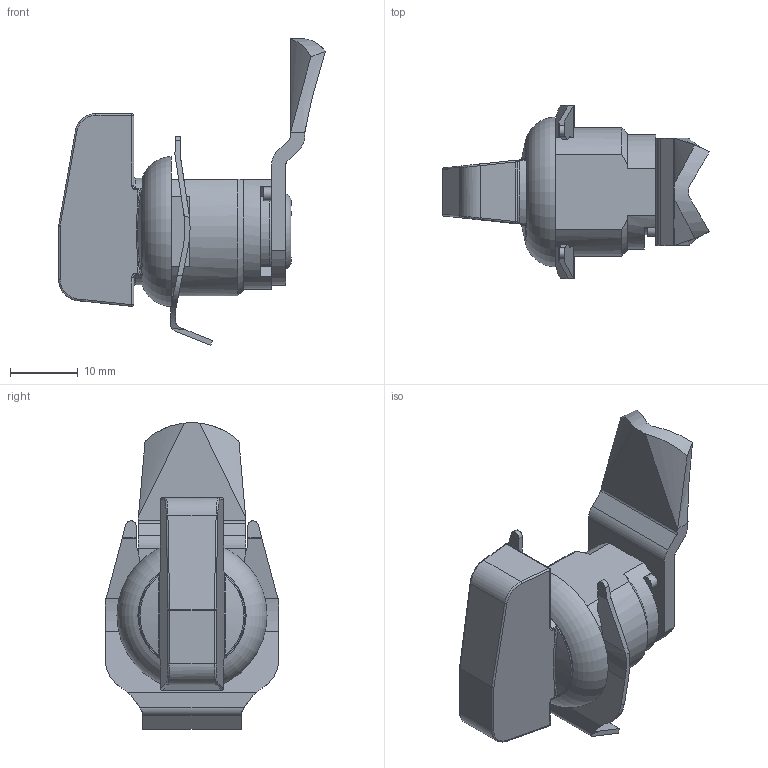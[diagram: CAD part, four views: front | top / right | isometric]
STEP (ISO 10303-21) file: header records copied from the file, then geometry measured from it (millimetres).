
FILE_DESCRIPTION(/* description */ ('SINGLE POINT LATCH WITH KNOB AND SPECIAL CAM'),/* implementation_level */ '2;1');
FILE_NAME(/* name */ '523-RU.stp',/* time_stamp */ '2023-11-22T10:59:14-05:00',/* author */ ('dtinay'),/* organization */ (''),/* preprocessor_version */ 'ST-DEVELOPER v20',/* originating_system */ 'Autodesk Inventor 2024',/* authorisation */ '');
FILE_SCHEMA (('AUTOMOTIVE_DESIGN { 1 0 10303 214 3 1 1 }'));
Length unit declared in the file: inch
Products named in the file (6): 523-RU; 16670; 1-522-1S; 520-16; 520-6ER; 1-522-1S ROLLOVER1
Assembly tree (5 placements, depth 2):
  523-RU
    16670
    1-522-1S
    520-16
    520-6ER
    1-522-1S ROLLOVER1
Bounding box: 39.51 x 25.65 x 45.42 mm (x, y, z)
Volume: 8077.7 mm3; surface area: 7318.3 mm2
Topology: 5 solids, 5 shells, 227 faces, 569 edges, 352 vertices
Faces by surface type: plane 99, cylinder 67, bspline 28, torus 22, sphere 8, cone 3
Full cylindrical faces by diameter (mm): 1.981 x1, 5.359 x1, 12.662 x1, 12.802 x1, 15.748 x1, 15.812 x1
Entity records: 7584 total; most frequent: CARTESIAN_POINT 1942, DIRECTION 1160, ORIENTED_EDGE 1126, EDGE_CURVE 563, AXIS2_PLACEMENT_3D 438, VERTEX_POINT 352, LINE 284, VECTOR 284
